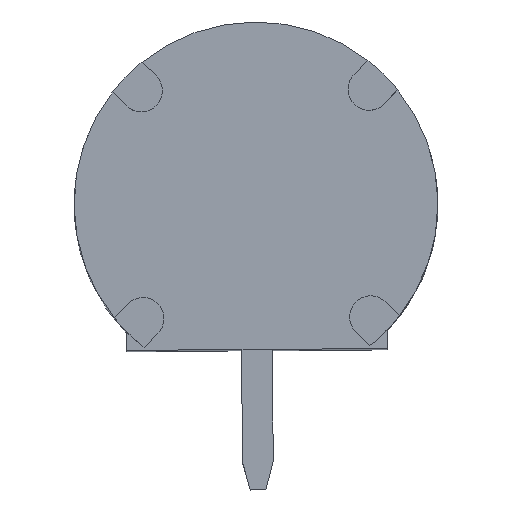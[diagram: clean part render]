
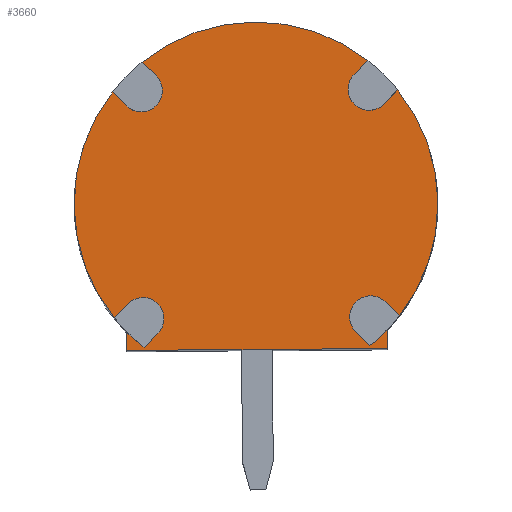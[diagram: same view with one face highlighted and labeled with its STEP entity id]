
A CAD part, top view. The second image highlights one B-rep face of the part: STEP entity #3660.
In plain terms, the highlighted planar face has unit normal (0, 0, 1).
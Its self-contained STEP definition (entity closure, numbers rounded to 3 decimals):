
#1472 = EDGE_CURVE( '', #4467, #4468, #4469, .T. );
#1754 = EDGE_CURVE( '', #4915, #4916, #4917, .T. );
#1960 = EDGE_CURVE( '', #5240, #5241, #5242, .T. );
#2231 = EDGE_CURVE( '', #4953, #4915, #5628, .T. );
#2500 = EDGE_CURVE( '', #5749, #5896, #5989, .T. );
#2521 = EDGE_CURVE( '', #6017, #6018, #6019, .T. );
#2589 = EDGE_CURVE( '', #5240, #4467, #6113, .T. );
#2626 = EDGE_CURVE( '', #4468, #6017, #6163, .T. );
#2707 = EDGE_CURVE( '', #6268, #6269, #6270, .T. );
#2873 = EDGE_CURVE( '', #6269, #4181, #6479, .T. );
#2952 = EDGE_CURVE( '', #4953, #5896, #6573, .T. );
#2975 = EDGE_CURVE( '', #5688, #4181, #6601, .T. );
#3073 = EDGE_CURVE( '', #6721, #6018, #6722, .T. );
#3143 = EDGE_CURVE( '', #4916, #5241, #6801, .T. );
#3489 = EDGE_CURVE( '', #5319, #5749, #7196, .T. );
#3549 = EDGE_CURVE( '', #7174, #5903, #7265, .T. );
#3570 = EDGE_CURVE( '', #5688, #5319, #7287, .T. );
#3608 = EDGE_CURVE( '', #7331, #6268, #7332, .T. );
#3660 = ADVANCED_FACE( '', ( #7389 ), #7390, .T. );
#3695 = EDGE_CURVE( '', #7174, #7331, #7432, .T. );
#4001 = EDGE_CURVE( '', #5903, #6721, #7785, .T. );
#4181 = VERTEX_POINT( '', #7998 );
#4467 = VERTEX_POINT( '', #8417 );
#4468 = VERTEX_POINT( '', #8418 );
#4469 = CIRCLE( '', #8419, 0.75 );
#4915 = VERTEX_POINT( '', #9073 );
#4916 = VERTEX_POINT( '', #9074 );
#4917 = CIRCLE( '', #9075, 0.75 );
#4953 = VERTEX_POINT( '', #9133 );
#5240 = VERTEX_POINT( '', #9552 );
#5241 = VERTEX_POINT( '', #9553 );
#5242 = CIRCLE( '', #9554, 6.5 );
#5319 = VERTEX_POINT( '', #9672 );
#5628 = LINE( '', #10148, #10149 );
#5688 = VERTEX_POINT( '', #10247 );
#5749 = VERTEX_POINT( '', #10338 );
#5896 = VERTEX_POINT( '', #10564 );
#5903 = VERTEX_POINT( '', #10575 );
#5989 = LINE( '', #10719, #10720 );
#6017 = VERTEX_POINT( '', #10762 );
#6018 = VERTEX_POINT( '', #10763 );
#6019 = CIRCLE( '', #10764, 6.5 );
#6113 = LINE( '', #10916, #10917 );
#6163 = LINE( '', #10997, #10998 );
#6268 = VERTEX_POINT( '', #11163 );
#6269 = VERTEX_POINT( '', #11164 );
#6270 = CIRCLE( '', #11165, 0.75 );
#6479 = LINE( '', #11490, #11491 );
#6573 = CIRCLE( '', #11644, 6.5 );
#6601 = CIRCLE( '', #11688, 6.5 );
#6721 = VERTEX_POINT( '', #11885 );
#6722 = LINE( '', #11886, #11887 );
#6801 = LINE( '', #12027, #12028 );
#7174 = VERTEX_POINT( '', #12657 );
#7196 = CIRCLE( '', #12692, 0.75 );
#7265 = LINE( '', #12804, #12805 );
#7287 = LINE( '', #12844, #12845 );
#7331 = VERTEX_POINT( '', #12915 );
#7332 = LINE( '', #12916, #12917 );
#7389 = FACE_OUTER_BOUND( '', #13014, .T. );
#7390 = PLANE( '', #13015 );
#7432 = CIRCLE( '', #13077, 6.5 );
#7785 = LINE( '', #13650, #13651 );
#7998 = CARTESIAN_POINT( '', ( -5.029, -4.361, 16.792 ) );
#8417 = CARTESIAN_POINT( '', ( 4.66, -3.794, 16.792 ) );
#8418 = CARTESIAN_POINT( '', ( 3.607, -4.862, 16.792 ) );
#8419 = AXIS2_PLACEMENT_3D( '', #14060, #14061, #14062 );
#9073 = CARTESIAN_POINT( '', ( 3.542, 4.33, 16.792 ) );
#9074 = CARTESIAN_POINT( '', ( 4.61, 3.277, 16.792 ) );
#9075 = AXIS2_PLACEMENT_3D( '', #14535, #14536, #14537 );
#9133 = CARTESIAN_POINT( '', ( 4.038, 4.833, 16.792 ) );
#9552 = CARTESIAN_POINT( '', ( 5.163, -4.29, 16.792 ) );
#9553 = CARTESIAN_POINT( '', ( 5.106, 3.78, 16.792 ) );
#9554 = AXIS2_PLACEMENT_3D( '', #15063, #15064, #15065 );
#9672 = CARTESIAN_POINT( '', ( -4.582, 3.213, 16.792 ) );
#10148 = CARTESIAN_POINT( '', ( 4.038, 4.833, 16.792 ) );
#10149 = VECTOR( '', #15407, 1000. );
#10247 = CARTESIAN_POINT( '', ( -5.085, 3.709, 16.792 ) );
#10338 = CARTESIAN_POINT( '', ( -3.529, 4.281, 16.792 ) );
#10564 = CARTESIAN_POINT( '', ( -4.032, 4.777, 16.792 ) );
#10575 = CARTESIAN_POINT( '', ( -4.575, -5.523, 16.792 ) );
#10719 = CARTESIAN_POINT( '', ( -3.529, 4.281, 16.792 ) );
#10720 = VECTOR( '', #15732, 1000. );
#10762 = CARTESIAN_POINT( '', ( 4.11, -5.358, 16.792 ) );
#10763 = CARTESIAN_POINT( '', ( 4.721, -4.8, 16.792 ) );
#10764 = AXIS2_PLACEMENT_3D( '', #15762, #15763, #15764 );
#10916 = CARTESIAN_POINT( '', ( 5.163, -4.29, 16.792 ) );
#10917 = VECTOR( '', #15826, 1000. );
#10997 = CARTESIAN_POINT( '', ( 3.607, -4.862, 16.792 ) );
#10998 = VECTOR( '', #15864, 1000. );
#11163 = CARTESIAN_POINT( '', ( -3.464, -4.911, 16.792 ) );
#11164 = CARTESIAN_POINT( '', ( -4.532, -3.858, 16.792 ) );
#11165 = AXIS2_PLACEMENT_3D( '', #16096, #16097, #16098 );
#11490 = CARTESIAN_POINT( '', ( -4.532, -3.858, 16.792 ) );
#11491 = VECTOR( '', #16366, 1000. );
#11644 = AXIS2_PLACEMENT_3D( '', #16470, #16471, #16472 );
#11688 = AXIS2_PLACEMENT_3D( '', #16503, #16504, #16505 );
#11885 = CARTESIAN_POINT( '', ( 4.725, -5.458, 16.792 ) );
#11886 = CARTESIAN_POINT( '', ( 4.725, -5.458, 16.792 ) );
#11887 = VECTOR( '', #16621, 1000. );
#12027 = CARTESIAN_POINT( '', ( 4.61, 3.277, 16.792 ) );
#12028 = VECTOR( '', #16682, 1000. );
#12657 = CARTESIAN_POINT( '', ( -4.579, -4.865, 16.792 ) );
#12692 = AXIS2_PLACEMENT_3D( '', #17097, #17098, #17099 );
#12804 = CARTESIAN_POINT( '', ( -4.579, -4.865, 16.792 ) );
#12805 = VECTOR( '', #17184, 1000. );
#12844 = CARTESIAN_POINT( '', ( -5.085, 3.709, 16.792 ) );
#12845 = VECTOR( '', #17203, 1000. );
#12915 = CARTESIAN_POINT( '', ( -3.961, -5.415, 16.792 ) );
#12916 = CARTESIAN_POINT( '', ( -3.961, -5.415, 16.792 ) );
#12917 = VECTOR( '', #17249, 1000. );
#13014 = EDGE_LOOP( '', ( #17308, #17309, #17310, #17311, #17312, #17313, #17314, #17315, #17316, #17317, #17318, #17319, #17320, #17321, #17322, #17323, #17324, #17325, #17326, #17327 ) );
#13015 = AXIS2_PLACEMENT_3D( '', #17328, #17329, #17330 );
#13077 = AXIS2_PLACEMENT_3D( '', #17393, #17394, #17395 );
#13650 = CARTESIAN_POINT( '', ( -4.575, -5.523, 16.792 ) );
#13651 = VECTOR( '', #17827, 1000. );
#14060 = CARTESIAN_POINT( '', ( 4.133, -4.328, 16.792 ) );
#14061 = DIRECTION( '', ( 0., 0., 1. ) );
#14062 = DIRECTION( '', ( 0.702, 0.712, 0. ) );
#14535 = CARTESIAN_POINT( '', ( 4.076, 3.803, 16.792 ) );
#14536 = DIRECTION( '', ( 0., 0., 1. ) );
#14537 = DIRECTION( '', ( -0.712, 0.702, 0. ) );
#15063 = CARTESIAN_POINT( '', ( 0.039, -0.291, 16.792 ) );
#15064 = DIRECTION( '', ( 0., 0., 1. ) );
#15065 = DIRECTION( '', ( 0.788, -0.615, 0. ) );
#15407 = DIRECTION( '', ( -0.702, -0.712, 0. ) );
#15732 = DIRECTION( '', ( -0.712, 0.702, 0. ) );
#15762 = CARTESIAN_POINT( '', ( 0.039, -0.291, 16.792 ) );
#15763 = DIRECTION( '', ( 0., 0., 1. ) );
#15764 = DIRECTION( '', ( 0.626, -0.78, 0. ) );
#15826 = DIRECTION( '', ( -0.712, 0.702, 0. ) );
#15864 = DIRECTION( '', ( 0.712, -0.702, 0. ) );
#16096 = CARTESIAN_POINT( '', ( -3.998, -4.385, 16.792 ) );
#16097 = DIRECTION( '', ( 0., 0., 1. ) );
#16098 = DIRECTION( '', ( 0.712, -0.702, 0. ) );
#16366 = DIRECTION( '', ( -0.702, -0.712, 0. ) );
#16470 = CARTESIAN_POINT( '', ( 0.039, -0.291, 16.792 ) );
#16471 = DIRECTION( '', ( 0., 0., 1. ) );
#16472 = DIRECTION( '', ( 0.615, 0.788, 0. ) );
#16503 = CARTESIAN_POINT( '', ( 0.039, -0.291, 16.792 ) );
#16504 = DIRECTION( '', ( 0., 0., 1. ) );
#16505 = DIRECTION( '', ( -0.788, 0.615, 0. ) );
#16621 = DIRECTION( '', ( -0.007, 1., 0. ) );
#16682 = DIRECTION( '', ( 0.702, 0.712, 0. ) );
#17097 = CARTESIAN_POINT( '', ( -4.055, 3.747, 16.792 ) );
#17098 = DIRECTION( '', ( 0., 0., 1. ) );
#17099 = DIRECTION( '', ( -0.702, -0.712, 0. ) );
#17184 = DIRECTION( '', ( 0.007, -1., 0. ) );
#17203 = DIRECTION( '', ( 0.712, -0.702, 0. ) );
#17249 = DIRECTION( '', ( 0.702, 0.712, 0. ) );
#17308 = ORIENTED_EDGE( '', *, *, #4001, .T. );
#17309 = ORIENTED_EDGE( '', *, *, #3073, .T. );
#17310 = ORIENTED_EDGE( '', *, *, #2521, .F. );
#17311 = ORIENTED_EDGE( '', *, *, #2626, .F. );
#17312 = ORIENTED_EDGE( '', *, *, #1472, .F. );
#17313 = ORIENTED_EDGE( '', *, *, #2589, .F. );
#17314 = ORIENTED_EDGE( '', *, *, #1960, .T. );
#17315 = ORIENTED_EDGE( '', *, *, #3143, .F. );
#17316 = ORIENTED_EDGE( '', *, *, #1754, .F. );
#17317 = ORIENTED_EDGE( '', *, *, #2231, .F. );
#17318 = ORIENTED_EDGE( '', *, *, #2952, .T. );
#17319 = ORIENTED_EDGE( '', *, *, #2500, .F. );
#17320 = ORIENTED_EDGE( '', *, *, #3489, .F. );
#17321 = ORIENTED_EDGE( '', *, *, #3570, .F. );
#17322 = ORIENTED_EDGE( '', *, *, #2975, .T. );
#17323 = ORIENTED_EDGE( '', *, *, #2873, .F. );
#17324 = ORIENTED_EDGE( '', *, *, #2707, .F. );
#17325 = ORIENTED_EDGE( '', *, *, #3608, .F. );
#17326 = ORIENTED_EDGE( '', *, *, #3695, .F. );
#17327 = ORIENTED_EDGE( '', *, *, #3549, .T. );
#17328 = CARTESIAN_POINT( '', ( -9.864, -6.909, 16.792 ) );
#17329 = DIRECTION( '', ( 0., 0., 1. ) );
#17330 = DIRECTION( '', ( 1., 0.007, 0. ) );
#17393 = CARTESIAN_POINT( '', ( 0.039, -0.291, 16.792 ) );
#17394 = DIRECTION( '', ( 0., 0., 1. ) );
#17395 = DIRECTION( '', ( -0.71, -0.704, 0. ) );
#17827 = DIRECTION( '', ( 1., 0.007, 0. ) );
